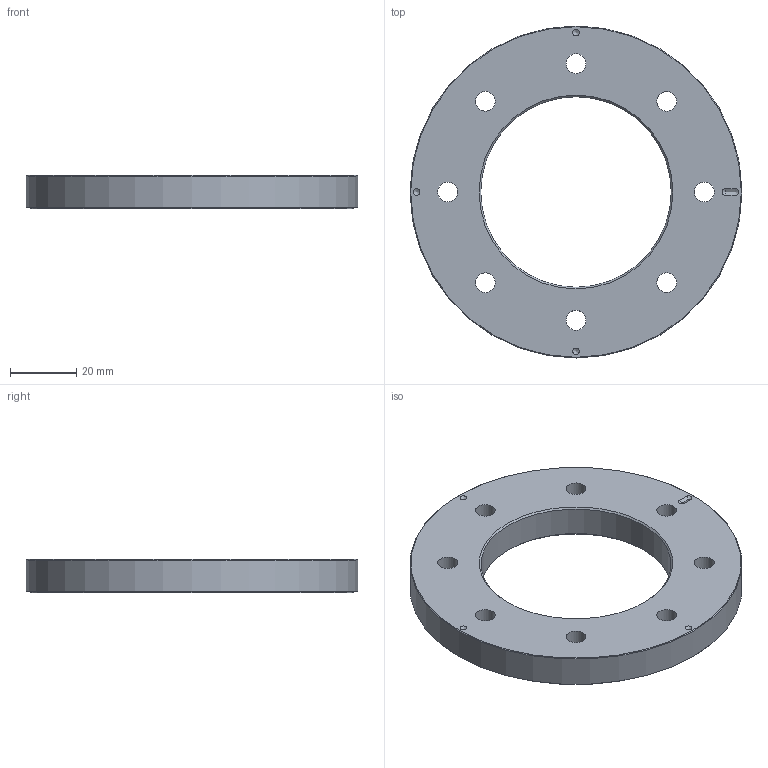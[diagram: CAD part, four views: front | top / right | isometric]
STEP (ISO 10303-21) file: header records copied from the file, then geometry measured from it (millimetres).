
FILE_DESCRIPTION(/* description */ (''),/* implementation_level */ '2;1');
FILE_NAME(/* name */ 'LA-9517-4845-02_A.stp',/* time_stamp */ '2017-09-20T14:54:14+01:00',/* author */ (''),/* organization */ (''),/* preprocessor_version */ 'ST-DEVELOPER v16',/* originating_system */ 'SIEMENS PLM Software NX 10.0',/* authorisation */ '');
FILE_SCHEMA (('AUTOMOTIVE_DESIGN { 1 0 10303 214 3 1 1 1 }'));
Length unit declared in the file: millimetre
Products named in the file (1): LA-9517-4845-02_A
Bounding box: 100.23 x 100.23 x 10 mm (x, y, z)
Volume: 50504.2 mm3; surface area: 16419.4 mm2
Topology: 1 solids, 1 shells, 27 faces, 80 edges, 56 vertices
Faces by surface type: cylinder 11, cone 9, plane 7
Full cylindrical faces by diameter (mm): 6 x8, 57.5 x1, 97.5 x1, 100.23 x1
Entity records: 833 total; most frequent: CARTESIAN_POINT 199, DIRECTION 127, ORIENTED_EDGE 88, EDGE_LOOP 65, FACE_BOUND 64, AXIS2_PLACEMENT_3D 59, EDGE_CURVE 44, VERTEX_POINT 43
